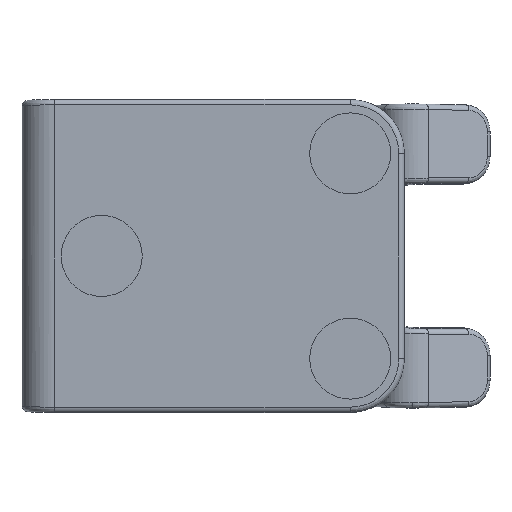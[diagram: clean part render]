
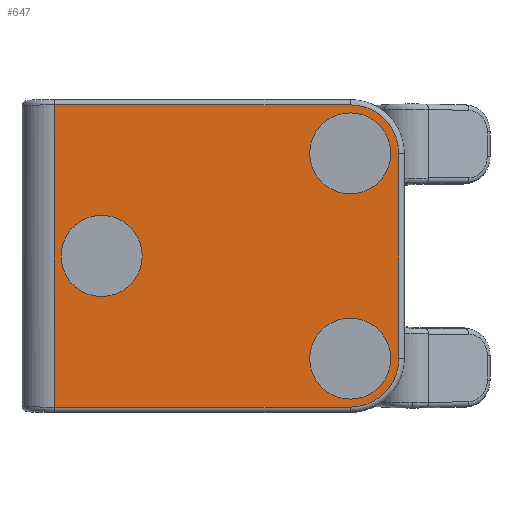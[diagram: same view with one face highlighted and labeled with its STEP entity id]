
A CAD part, front view. The second image highlights one B-rep face of the part: STEP entity #647.
In plain terms, the highlighted planar face has unit normal (0, -1, 0).
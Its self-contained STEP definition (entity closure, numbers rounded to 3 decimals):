
#95 = ORIENTED_EDGE ( 'NONE', *, *, #10566, .T. ) ;
#103 = ORIENTED_EDGE ( 'NONE', *, *, #4331, .F. ) ;
#146 = CARTESIAN_POINT ( 'NONE',  ( -1., 0., 24.231 ) ) ;
#236 = DIRECTION ( 'NONE',  ( 0., -1., 0. ) ) ;
#249 = VERTEX_POINT ( 'NONE', #1722 ) ;
#287 = CARTESIAN_POINT ( 'NONE',  ( -10., 0., 27.962 ) ) ;
#318 = AXIS2_PLACEMENT_3D ( 'NONE', #10653, #6007, #7927 ) ;
#377 = DIRECTION ( 'NONE',  ( 0., 0., 1. ) ) ;
#507 = ORIENTED_EDGE ( 'NONE', *, *, #8426, .F. ) ;
#615 = FACE_BOUND ( 'NONE', #9420, .T. ) ;
#647 = ADVANCED_FACE ( 'NONE', ( #615, #6201, #5225, #4492 ), #2287, .F. ) ;
#881 = CARTESIAN_POINT ( 'NONE',  ( -10., 0., -27.962 ) ) ;
#985 = CARTESIAN_POINT ( 'NONE',  ( -56., 0., 0. ) ) ;
#1237 = ORIENTED_EDGE ( 'NONE', *, *, #6861, .F. ) ;
#1257 = DIRECTION ( 'NONE',  ( 0., 0., -1. ) ) ;
#1281 = CIRCLE ( 'NONE', #10504, 7.5 ) ;
#1295 = CARTESIAN_POINT ( 'NONE',  ( 0., 0., -27.962 ) ) ;
#1378 = EDGE_LOOP ( 'NONE', ( #103, #8527 ) ) ;
#1677 = ORIENTED_EDGE ( 'NONE', *, *, #2991, .T. ) ;
#1722 = CARTESIAN_POINT ( 'NONE',  ( -10., 0., 26.493 ) ) ;
#1956 = DIRECTION ( 'NONE',  ( 0., -1., 0. ) ) ;
#2048 = EDGE_CURVE ( 'NONE', #7964, #11409, #5005, .T. ) ;
#2061 = VERTEX_POINT ( 'NONE', #8679 ) ;
#2287 = PLANE ( 'NONE',  #11314 ) ;
#2337 = CIRCLE ( 'NONE', #5909, 7.5 ) ;
#2729 = LINE ( 'NONE', #3305, #3889 ) ;
#2871 = DIRECTION ( 'NONE',  ( 0., 0., 1. ) ) ;
#2991 = EDGE_CURVE ( 'NONE', #2061, #5872, #7882, .T. ) ;
#3131 = EDGE_CURVE ( 'NONE', #5644, #249, #10467, .T. ) ;
#3141 = DIRECTION ( 'NONE',  ( 0., 1., 0. ) ) ;
#3164 = DIRECTION ( 'NONE',  ( 0., -1., 0. ) ) ;
#3240 = VERTEX_POINT ( 'NONE', #3442 ) ;
#3282 = CARTESIAN_POINT ( 'NONE',  ( -4.728, 0., -27.962 ) ) ;
#3305 = CARTESIAN_POINT ( 'NONE',  ( 0., 0., 27.962 ) ) ;
#3442 = CARTESIAN_POINT ( 'NONE',  ( -1., 0., 18.955 ) ) ;
#3601 = VECTOR ( 'NONE', #6850, 1000. ) ;
#3889 = VECTOR ( 'NONE', #7237, 1000. ) ;
#4101 = CARTESIAN_POINT ( 'NONE',  ( 0., 0., 29. ) ) ;
#4331 = EDGE_CURVE ( 'NONE', #249, #5644, #1281, .T. ) ;
#4492 = FACE_OUTER_BOUND ( 'NONE', #7601, .T. ) ;
#4520 = VERTEX_POINT ( 'NONE', #7936 ) ;
#4576 = CARTESIAN_POINT ( 'NONE',  ( -10., 0., -18.993 ) ) ;
#4651 = DIRECTION ( 'NONE',  ( 0., -1., 0. ) ) ;
#4668 = CIRCLE ( 'NONE', #4933, 7.5 ) ;
#4840 = ORIENTED_EDGE ( 'NONE', *, *, #2048, .T. ) ;
#4933 = AXIS2_PLACEMENT_3D ( 'NONE', #4576, #10012, #6373 ) ;
#4991 = CARTESIAN_POINT ( 'NONE',  ( -1., 0., -18.955 ) ) ;
#5005 =( BOUNDED_CURVE ( )  B_SPLINE_CURVE ( 3, ( #5067, #3282, #7845, #4991 ),
 .UNSPECIFIED., .F., .F. ) 
 B_SPLINE_CURVE_WITH_KNOTS ( ( 4, 4 ),
 ( 3.142, 4.712 ),
 .UNSPECIFIED. ) 
 CURVE ( )  GEOMETRIC_REPRESENTATION_ITEM ( )  RATIONAL_B_SPLINE_CURVE ( ( 1., 0.805, 0.805, 1. ) ) 
 REPRESENTATION_ITEM ( '' )  );
#5067 = CARTESIAN_POINT ( 'NONE',  ( -10., 0., -27.962 ) ) ;
#5103 = CARTESIAN_POINT ( 'NONE',  ( -10., 0., 11.493 ) ) ;
#5168 = VERTEX_POINT ( 'NONE', #287 ) ;
#5176 = VECTOR ( 'NONE', #1257, 1000. ) ;
#5225 = FACE_BOUND ( 'NONE', #1378, .T. ) ;
#5289 = EDGE_CURVE ( 'NONE', #11409, #3240, #11891, .T. ) ;
#5336 = CIRCLE ( 'NONE', #10838, 7.5 ) ;
#5566 = CARTESIAN_POINT ( 'NONE',  ( -10., 0., 27.962 ) ) ;
#5644 = VERTEX_POINT ( 'NONE', #5103 ) ;
#5690 = VERTEX_POINT ( 'NONE', #9005 ) ;
#5821 =( BOUNDED_CURVE ( )  B_SPLINE_CURVE ( 3, ( #7481, #146, #8477, #5566 ),
 .UNSPECIFIED., .F., .F. ) 
 B_SPLINE_CURVE_WITH_KNOTS ( ( 4, 4 ),
 ( 4.712, 6.283 ),
 .UNSPECIFIED. ) 
 CURVE ( )  GEOMETRIC_REPRESENTATION_ITEM ( )  RATIONAL_B_SPLINE_CURVE ( ( 1., 0.805, 0.805, 1. ) ) 
 REPRESENTATION_ITEM ( '' )  );
#5872 = VERTEX_POINT ( 'NONE', #8263 ) ;
#5905 = CARTESIAN_POINT ( 'NONE',  ( -56., 0., 7.5 ) ) ;
#5909 = AXIS2_PLACEMENT_3D ( 'NONE', #6564, #4651, #7491 ) ;
#5971 = CARTESIAN_POINT ( 'NONE',  ( -64.741, 0., 29. ) ) ;
#6007 = DIRECTION ( 'NONE',  ( 0., -1., 0. ) ) ;
#6029 = LINE ( 'NONE', #1295, #3601 ) ;
#6201 = FACE_BOUND ( 'NONE', #10169, .T. ) ;
#6253 = ORIENTED_EDGE ( 'NONE', *, *, #10485, .F. ) ;
#6373 = DIRECTION ( 'NONE',  ( 0., 0., 1. ) ) ;
#6564 = CARTESIAN_POINT ( 'NONE',  ( -56., 0., 0. ) ) ;
#6713 = CARTESIAN_POINT ( 'NONE',  ( -10., 0., 18.993 ) ) ;
#6780 = DIRECTION ( 'NONE',  ( 0., 0., 1. ) ) ;
#6811 = ORIENTED_EDGE ( 'NONE', *, *, #11559, .T. ) ;
#6850 = DIRECTION ( 'NONE',  ( 1., 0., 0. ) ) ;
#6861 = EDGE_CURVE ( 'NONE', #5690, #4520, #8840, .T. ) ;
#7237 = DIRECTION ( 'NONE',  ( -1., 0., 0. ) ) ;
#7311 = VECTOR ( 'NONE', #9748, 1000. ) ;
#7481 = CARTESIAN_POINT ( 'NONE',  ( -1., 0., 18.955 ) ) ;
#7491 = DIRECTION ( 'NONE',  ( 0., 0., 1. ) ) ;
#7601 = EDGE_LOOP ( 'NONE', ( #95, #6811, #1677, #9273, #4840, #8952 ) ) ;
#7631 = DIRECTION ( 'NONE',  ( 0., 0., 1. ) ) ;
#7654 = EDGE_CURVE ( 'NONE', #5872, #7964, #6029, .T. ) ;
#7820 = AXIS2_PLACEMENT_3D ( 'NONE', #8642, #3164, #377 ) ;
#7845 = CARTESIAN_POINT ( 'NONE',  ( -1., 0., -24.231 ) ) ;
#7882 = LINE ( 'NONE', #5971, #5176 ) ;
#7927 = DIRECTION ( 'NONE',  ( 0., 0., 1. ) ) ;
#7936 = CARTESIAN_POINT ( 'NONE',  ( -10., 0., -11.493 ) ) ;
#7952 = EDGE_CURVE ( 'NONE', #4520, #5690, #4668, .T. ) ;
#7964 = VERTEX_POINT ( 'NONE', #881 ) ;
#8172 = ORIENTED_EDGE ( 'NONE', *, *, #7952, .F. ) ;
#8263 = CARTESIAN_POINT ( 'NONE',  ( -64.741, 0., -27.962 ) ) ;
#8389 = VERTEX_POINT ( 'NONE', #10078 ) ;
#8426 = EDGE_CURVE ( 'NONE', #8389, #10185, #2337, .T. ) ;
#8477 = CARTESIAN_POINT ( 'NONE',  ( -4.728, 0., 27.962 ) ) ;
#8527 = ORIENTED_EDGE ( 'NONE', *, *, #3131, .F. ) ;
#8642 = CARTESIAN_POINT ( 'NONE',  ( -10., 0., -18.993 ) ) ;
#8679 = CARTESIAN_POINT ( 'NONE',  ( -64.741, 0., 27.962 ) ) ;
#8840 = CIRCLE ( 'NONE', #7820, 7.5 ) ;
#8952 = ORIENTED_EDGE ( 'NONE', *, *, #5289, .T. ) ;
#9005 = CARTESIAN_POINT ( 'NONE',  ( -10., 0., -26.493 ) ) ;
#9273 = ORIENTED_EDGE ( 'NONE', *, *, #7654, .T. ) ;
#9420 = EDGE_LOOP ( 'NONE', ( #6253, #507 ) ) ;
#9669 = CARTESIAN_POINT ( 'NONE',  ( -1., 0., 29. ) ) ;
#9748 = DIRECTION ( 'NONE',  ( 0., 0., 1. ) ) ;
#10012 = DIRECTION ( 'NONE',  ( 0., -1., 0. ) ) ;
#10078 = CARTESIAN_POINT ( 'NONE',  ( -56., 0., -7.5 ) ) ;
#10169 = EDGE_LOOP ( 'NONE', ( #8172, #1237 ) ) ;
#10185 = VERTEX_POINT ( 'NONE', #5905 ) ;
#10467 = CIRCLE ( 'NONE', #318, 7.5 ) ;
#10485 = EDGE_CURVE ( 'NONE', #10185, #8389, #5336, .T. ) ;
#10504 = AXIS2_PLACEMENT_3D ( 'NONE', #6713, #236, #7631 ) ;
#10566 = EDGE_CURVE ( 'NONE', #3240, #5168, #5821, .T. ) ;
#10653 = CARTESIAN_POINT ( 'NONE',  ( -10., 0., 18.993 ) ) ;
#10838 = AXIS2_PLACEMENT_3D ( 'NONE', #985, #1956, #2871 ) ;
#11314 = AXIS2_PLACEMENT_3D ( 'NONE', #4101, #3141, #6780 ) ;
#11409 = VERTEX_POINT ( 'NONE', #11660 ) ;
#11559 = EDGE_CURVE ( 'NONE', #5168, #2061, #2729, .T. ) ;
#11660 = CARTESIAN_POINT ( 'NONE',  ( -1., 0., -18.955 ) ) ;
#11891 = LINE ( 'NONE', #9669, #7311 ) ;
